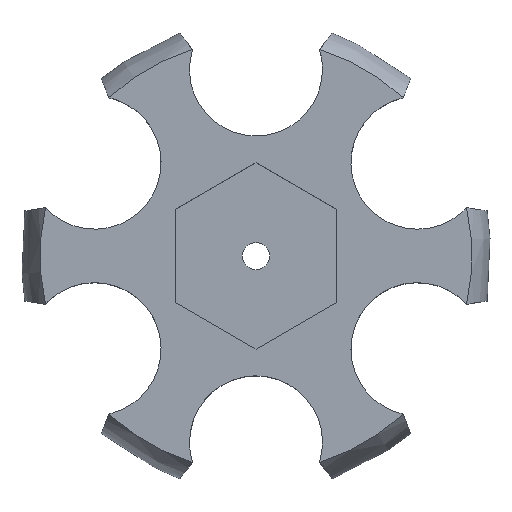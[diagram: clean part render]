
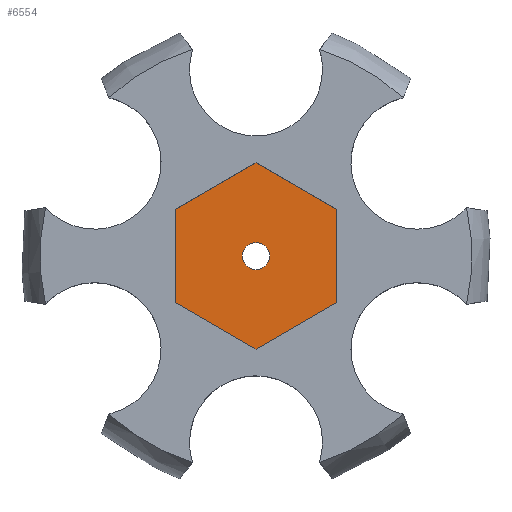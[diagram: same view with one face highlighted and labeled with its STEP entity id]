
A CAD part, top view. The second image highlights one B-rep face of the part: STEP entity #6554.
In plain terms, the highlighted planar face has unit normal (0, 0, 1).
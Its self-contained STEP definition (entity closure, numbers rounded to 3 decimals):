
#678 = CYLINDRICAL_SURFACE('',#679,1.6);
#679 = AXIS2_PLACEMENT_3D('',#680,#681,#682);
#680 = CARTESIAN_POINT('',(0.,0.,3.));
#681 = DIRECTION('',(0.,0.,1.));
#682 = DIRECTION('',(1.,0.,-0.));
#6320 = EDGE_CURVE('',#6321,#6321,#6323,.T.);
#6321 = VERTEX_POINT('',#6322);
#6322 = CARTESIAN_POINT('',(1.6,0.,3.));
#6323 = SURFACE_CURVE('',#6324,(#6329,#6336),.PCURVE_S1.);
#6324 = CIRCLE('',#6325,1.6);
#6325 = AXIS2_PLACEMENT_3D('',#6326,#6327,#6328);
#6326 = CARTESIAN_POINT('',(0.,0.,3.));
#6327 = DIRECTION('',(0.,0.,1.));
#6328 = DIRECTION('',(1.,0.,0.));
#6329 = PCURVE('',#678,#6330);
#6330 = DEFINITIONAL_REPRESENTATION('',(#6331),#6335);
#6331 = LINE('',#6332,#6333);
#6332 = CARTESIAN_POINT('',(0.,0.));
#6333 = VECTOR('',#6334,1.);
#6334 = DIRECTION('',(1.,0.));
#6335 = ( GEOMETRIC_REPRESENTATION_CONTEXT(2) 
PARAMETRIC_REPRESENTATION_CONTEXT() REPRESENTATION_CONTEXT('2D SPACE',''
  ) );
#6336 = PCURVE('',#6337,#6342);
#6337 = PLANE('',#6338);
#6338 = AXIS2_PLACEMENT_3D('',#6339,#6340,#6341);
#6339 = CARTESIAN_POINT('',(9.526,5.5,3.));
#6340 = DIRECTION('',(0.,0.,-1.));
#6341 = DIRECTION('',(-0.866,-0.5,0.));
#6342 = DEFINITIONAL_REPRESENTATION('',(#6343),#6351);
#6343 = ( BOUNDED_CURVE() B_SPLINE_CURVE(2,(#6344,#6345,#6346,#6347,
#6348,#6349,#6350),.UNSPECIFIED.,.F.,.F.) B_SPLINE_CURVE_WITH_KNOTS((1,2
    ,2,2,2,1),(-2.094,0.,2.094,4.189,
6.283,8.378),.UNSPECIFIED.) CURVE() 
GEOMETRIC_REPRESENTATION_ITEM() RATIONAL_B_SPLINE_CURVE((1.,0.5,1.,0.5,
1.,0.5,1.)) REPRESENTATION_ITEM('') );
#6344 = CARTESIAN_POINT('',(9.614,-0.8));
#6345 = CARTESIAN_POINT('',(8.229,1.6));
#6346 = CARTESIAN_POINT('',(11.,1.6));
#6347 = CARTESIAN_POINT('',(13.771,1.6));
#6348 = CARTESIAN_POINT('',(12.386,-0.8));
#6349 = CARTESIAN_POINT('',(11.,-3.2));
#6350 = CARTESIAN_POINT('',(9.614,-0.8));
#6351 = ( GEOMETRIC_REPRESENTATION_CONTEXT(2) 
PARAMETRIC_REPRESENTATION_CONTEXT() REPRESENTATION_CONTEXT('2D SPACE',''
  ) );
#6416 = PLANE('',#6417);
#6417 = AXIS2_PLACEMENT_3D('',#6418,#6419,#6420);
#6418 = CARTESIAN_POINT('',(0.,-11.,3.));
#6419 = DIRECTION('',(-0.5,0.866,0.));
#6420 = DIRECTION('',(0.866,0.5,0.));
#6442 = PLANE('',#6443);
#6443 = AXIS2_PLACEMENT_3D('',#6444,#6445,#6446);
#6444 = CARTESIAN_POINT('',(-9.526,-5.5,3.));
#6445 = DIRECTION('',(0.5,0.866,0.));
#6446 = DIRECTION('',(0.866,-0.5,0.));
#6468 = PLANE('',#6469);
#6469 = AXIS2_PLACEMENT_3D('',#6470,#6471,#6472);
#6470 = CARTESIAN_POINT('',(-9.526,5.5,3.));
#6471 = DIRECTION('',(1.,0.,0.));
#6472 = DIRECTION('',(0.,-1.,0.));
#6494 = PLANE('',#6495);
#6495 = AXIS2_PLACEMENT_3D('',#6496,#6497,#6498);
#6496 = CARTESIAN_POINT('',(0.,11.,3.));
#6497 = DIRECTION('',(0.5,-0.866,0.));
#6498 = DIRECTION('',(-0.866,-0.5,0.));
#6520 = PLANE('',#6521);
#6521 = AXIS2_PLACEMENT_3D('',#6522,#6523,#6524);
#6522 = CARTESIAN_POINT('',(9.526,5.5,3.));
#6523 = DIRECTION('',(-0.5,-0.866,0.));
#6524 = DIRECTION('',(-0.866,0.5,0.));
#6544 = PLANE('',#6545);
#6545 = AXIS2_PLACEMENT_3D('',#6546,#6547,#6548);
#6546 = CARTESIAN_POINT('',(9.526,-5.5,3.));
#6547 = DIRECTION('',(-1.,0.,0.));
#6548 = DIRECTION('',(0.,1.,0.));
#6554 = ADVANCED_FACE('',(#6555,#6695),#6337,.F.);
#6555 = FACE_BOUND('',#6556,.F.);
#6556 = EDGE_LOOP('',(#6557,#6582,#6605,#6628,#6651,#6674));
#6557 = ORIENTED_EDGE('',*,*,#6558,.F.);
#6558 = EDGE_CURVE('',#6559,#6561,#6563,.T.);
#6559 = VERTEX_POINT('',#6560);
#6560 = CARTESIAN_POINT('',(9.526,5.5,3.));
#6561 = VERTEX_POINT('',#6562);
#6562 = CARTESIAN_POINT('',(0.,11.,3.));
#6563 = SURFACE_CURVE('',#6564,(#6568,#6575),.PCURVE_S1.);
#6564 = LINE('',#6565,#6566);
#6565 = CARTESIAN_POINT('',(9.526,5.5,3.));
#6566 = VECTOR('',#6567,1.);
#6567 = DIRECTION('',(-0.866,0.5,0.));
#6568 = PCURVE('',#6337,#6569);
#6569 = DEFINITIONAL_REPRESENTATION('',(#6570),#6574);
#6570 = LINE('',#6571,#6572);
#6571 = CARTESIAN_POINT('',(0.,0.));
#6572 = VECTOR('',#6573,1.);
#6573 = DIRECTION('',(0.5,0.866));
#6574 = ( GEOMETRIC_REPRESENTATION_CONTEXT(2) 
PARAMETRIC_REPRESENTATION_CONTEXT() REPRESENTATION_CONTEXT('2D SPACE',''
  ) );
#6575 = PCURVE('',#6520,#6576);
#6576 = DEFINITIONAL_REPRESENTATION('',(#6577),#6581);
#6577 = LINE('',#6578,#6579);
#6578 = CARTESIAN_POINT('',(0.,0.));
#6579 = VECTOR('',#6580,1.);
#6580 = DIRECTION('',(1.,0.));
#6581 = ( GEOMETRIC_REPRESENTATION_CONTEXT(2) 
PARAMETRIC_REPRESENTATION_CONTEXT() REPRESENTATION_CONTEXT('2D SPACE',''
  ) );
#6582 = ORIENTED_EDGE('',*,*,#6583,.F.);
#6583 = EDGE_CURVE('',#6584,#6559,#6586,.T.);
#6584 = VERTEX_POINT('',#6585);
#6585 = CARTESIAN_POINT('',(9.526,-5.5,3.));
#6586 = SURFACE_CURVE('',#6587,(#6591,#6598),.PCURVE_S1.);
#6587 = LINE('',#6588,#6589);
#6588 = CARTESIAN_POINT('',(9.526,-5.5,3.));
#6589 = VECTOR('',#6590,1.);
#6590 = DIRECTION('',(0.,1.,0.));
#6591 = PCURVE('',#6337,#6592);
#6592 = DEFINITIONAL_REPRESENTATION('',(#6593),#6597);
#6593 = LINE('',#6594,#6595);
#6594 = CARTESIAN_POINT('',(5.5,-9.526));
#6595 = VECTOR('',#6596,1.);
#6596 = DIRECTION('',(-0.5,0.866));
#6597 = ( GEOMETRIC_REPRESENTATION_CONTEXT(2) 
PARAMETRIC_REPRESENTATION_CONTEXT() REPRESENTATION_CONTEXT('2D SPACE',''
  ) );
#6598 = PCURVE('',#6544,#6599);
#6599 = DEFINITIONAL_REPRESENTATION('',(#6600),#6604);
#6600 = LINE('',#6601,#6602);
#6601 = CARTESIAN_POINT('',(0.,0.));
#6602 = VECTOR('',#6603,1.);
#6603 = DIRECTION('',(1.,0.));
#6604 = ( GEOMETRIC_REPRESENTATION_CONTEXT(2) 
PARAMETRIC_REPRESENTATION_CONTEXT() REPRESENTATION_CONTEXT('2D SPACE',''
  ) );
#6605 = ORIENTED_EDGE('',*,*,#6606,.F.);
#6606 = EDGE_CURVE('',#6607,#6584,#6609,.T.);
#6607 = VERTEX_POINT('',#6608);
#6608 = CARTESIAN_POINT('',(0.,-11.,3.));
#6609 = SURFACE_CURVE('',#6610,(#6614,#6621),.PCURVE_S1.);
#6610 = LINE('',#6611,#6612);
#6611 = CARTESIAN_POINT('',(0.,-11.,3.));
#6612 = VECTOR('',#6613,1.);
#6613 = DIRECTION('',(0.866,0.5,0.));
#6614 = PCURVE('',#6337,#6615);
#6615 = DEFINITIONAL_REPRESENTATION('',(#6616),#6620);
#6616 = LINE('',#6617,#6618);
#6617 = CARTESIAN_POINT('',(16.5,-9.526));
#6618 = VECTOR('',#6619,1.);
#6619 = DIRECTION('',(-1.,0.));
#6620 = ( GEOMETRIC_REPRESENTATION_CONTEXT(2) 
PARAMETRIC_REPRESENTATION_CONTEXT() REPRESENTATION_CONTEXT('2D SPACE',''
  ) );
#6621 = PCURVE('',#6416,#6622);
#6622 = DEFINITIONAL_REPRESENTATION('',(#6623),#6627);
#6623 = LINE('',#6624,#6625);
#6624 = CARTESIAN_POINT('',(0.,0.));
#6625 = VECTOR('',#6626,1.);
#6626 = DIRECTION('',(1.,0.));
#6627 = ( GEOMETRIC_REPRESENTATION_CONTEXT(2) 
PARAMETRIC_REPRESENTATION_CONTEXT() REPRESENTATION_CONTEXT('2D SPACE',''
  ) );
#6628 = ORIENTED_EDGE('',*,*,#6629,.F.);
#6629 = EDGE_CURVE('',#6630,#6607,#6632,.T.);
#6630 = VERTEX_POINT('',#6631);
#6631 = CARTESIAN_POINT('',(-9.526,-5.5,3.));
#6632 = SURFACE_CURVE('',#6633,(#6637,#6644),.PCURVE_S1.);
#6633 = LINE('',#6634,#6635);
#6634 = CARTESIAN_POINT('',(-9.526,-5.5,3.));
#6635 = VECTOR('',#6636,1.);
#6636 = DIRECTION('',(0.866,-0.5,0.));
#6637 = PCURVE('',#6337,#6638);
#6638 = DEFINITIONAL_REPRESENTATION('',(#6639),#6643);
#6639 = LINE('',#6640,#6641);
#6640 = CARTESIAN_POINT('',(22.,0.));
#6641 = VECTOR('',#6642,1.);
#6642 = DIRECTION('',(-0.5,-0.866));
#6643 = ( GEOMETRIC_REPRESENTATION_CONTEXT(2) 
PARAMETRIC_REPRESENTATION_CONTEXT() REPRESENTATION_CONTEXT('2D SPACE',''
  ) );
#6644 = PCURVE('',#6442,#6645);
#6645 = DEFINITIONAL_REPRESENTATION('',(#6646),#6650);
#6646 = LINE('',#6647,#6648);
#6647 = CARTESIAN_POINT('',(0.,0.));
#6648 = VECTOR('',#6649,1.);
#6649 = DIRECTION('',(1.,0.));
#6650 = ( GEOMETRIC_REPRESENTATION_CONTEXT(2) 
PARAMETRIC_REPRESENTATION_CONTEXT() REPRESENTATION_CONTEXT('2D SPACE',''
  ) );
#6651 = ORIENTED_EDGE('',*,*,#6652,.F.);
#6652 = EDGE_CURVE('',#6653,#6630,#6655,.T.);
#6653 = VERTEX_POINT('',#6654);
#6654 = CARTESIAN_POINT('',(-9.526,5.5,3.));
#6655 = SURFACE_CURVE('',#6656,(#6660,#6667),.PCURVE_S1.);
#6656 = LINE('',#6657,#6658);
#6657 = CARTESIAN_POINT('',(-9.526,5.5,3.));
#6658 = VECTOR('',#6659,1.);
#6659 = DIRECTION('',(0.,-1.,0.));
#6660 = PCURVE('',#6337,#6661);
#6661 = DEFINITIONAL_REPRESENTATION('',(#6662),#6666);
#6662 = LINE('',#6663,#6664);
#6663 = CARTESIAN_POINT('',(16.5,9.526));
#6664 = VECTOR('',#6665,1.);
#6665 = DIRECTION('',(0.5,-0.866));
#6666 = ( GEOMETRIC_REPRESENTATION_CONTEXT(2) 
PARAMETRIC_REPRESENTATION_CONTEXT() REPRESENTATION_CONTEXT('2D SPACE',''
  ) );
#6667 = PCURVE('',#6468,#6668);
#6668 = DEFINITIONAL_REPRESENTATION('',(#6669),#6673);
#6669 = LINE('',#6670,#6671);
#6670 = CARTESIAN_POINT('',(0.,0.));
#6671 = VECTOR('',#6672,1.);
#6672 = DIRECTION('',(1.,-0.));
#6673 = ( GEOMETRIC_REPRESENTATION_CONTEXT(2) 
PARAMETRIC_REPRESENTATION_CONTEXT() REPRESENTATION_CONTEXT('2D SPACE',''
  ) );
#6674 = ORIENTED_EDGE('',*,*,#6675,.F.);
#6675 = EDGE_CURVE('',#6561,#6653,#6676,.T.);
#6676 = SURFACE_CURVE('',#6677,(#6681,#6688),.PCURVE_S1.);
#6677 = LINE('',#6678,#6679);
#6678 = CARTESIAN_POINT('',(0.,11.,3.));
#6679 = VECTOR('',#6680,1.);
#6680 = DIRECTION('',(-0.866,-0.5,0.));
#6681 = PCURVE('',#6337,#6682);
#6682 = DEFINITIONAL_REPRESENTATION('',(#6683),#6687);
#6683 = LINE('',#6684,#6685);
#6684 = CARTESIAN_POINT('',(5.5,9.526));
#6685 = VECTOR('',#6686,1.);
#6686 = DIRECTION('',(1.,0.));
#6687 = ( GEOMETRIC_REPRESENTATION_CONTEXT(2) 
PARAMETRIC_REPRESENTATION_CONTEXT() REPRESENTATION_CONTEXT('2D SPACE',''
  ) );
#6688 = PCURVE('',#6494,#6689);
#6689 = DEFINITIONAL_REPRESENTATION('',(#6690),#6694);
#6690 = LINE('',#6691,#6692);
#6691 = CARTESIAN_POINT('',(0.,0.));
#6692 = VECTOR('',#6693,1.);
#6693 = DIRECTION('',(1.,0.));
#6694 = ( GEOMETRIC_REPRESENTATION_CONTEXT(2) 
PARAMETRIC_REPRESENTATION_CONTEXT() REPRESENTATION_CONTEXT('2D SPACE',''
  ) );
#6695 = FACE_BOUND('',#6696,.F.);
#6696 = EDGE_LOOP('',(#6697));
#6697 = ORIENTED_EDGE('',*,*,#6320,.T.);
